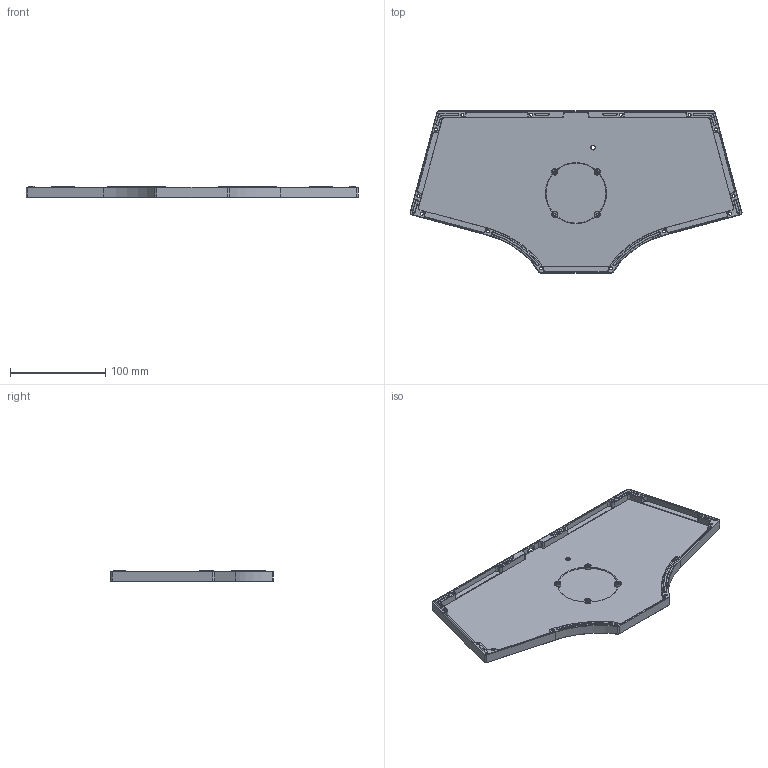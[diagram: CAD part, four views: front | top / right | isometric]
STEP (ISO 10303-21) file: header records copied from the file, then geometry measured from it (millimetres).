
FILE_DESCRIPTION(/* description */ (''),/* implementation_level */ '2;1');
FILE_NAME(/* name */ 'Case Bottom.step',/* time_stamp */ '2023-08-27T09:19:58+01:00',/* author */ (''),/* organization */ (''),/* preprocessor_version */ 'ST-DEVELOPER v20',/* originating_system */ 'Autodesk Translation Framework v12.9.0.99',/* authorisation */ '');
FILE_SCHEMA (('AUTOMOTIVE_DESIGN { 1 0 10303 214 3 1 1 }'));
Length unit declared in the file: millimetre
Products named in the file (1): Case Bottom
Bounding box: 348.46 x 170.04 x 11.78 mm (x, y, z)
Volume: 168969.4 mm3; surface area: 108534.4 mm2
Topology: 1 solids, 1 shells, 455 faces, 1113 edges, 679 vertices
Faces by surface type: plane 168, cylinder 155, cone 124, bspline 8
Full cylindrical faces by diameter (mm): 2.529 x12, 3.086 x4, 3.2 x14, 4 x1, 6.6 x4, 12.6 x10
Entity records: 16715 total; most frequent: CARTESIAN_POINT 5939, DIRECTION 2258, ORIENTED_EDGE 2218, EDGE_CURVE 1109, AXIS2_PLACEMENT_3D 822, VERTEX_POINT 679, LINE 614, VECTOR 614
